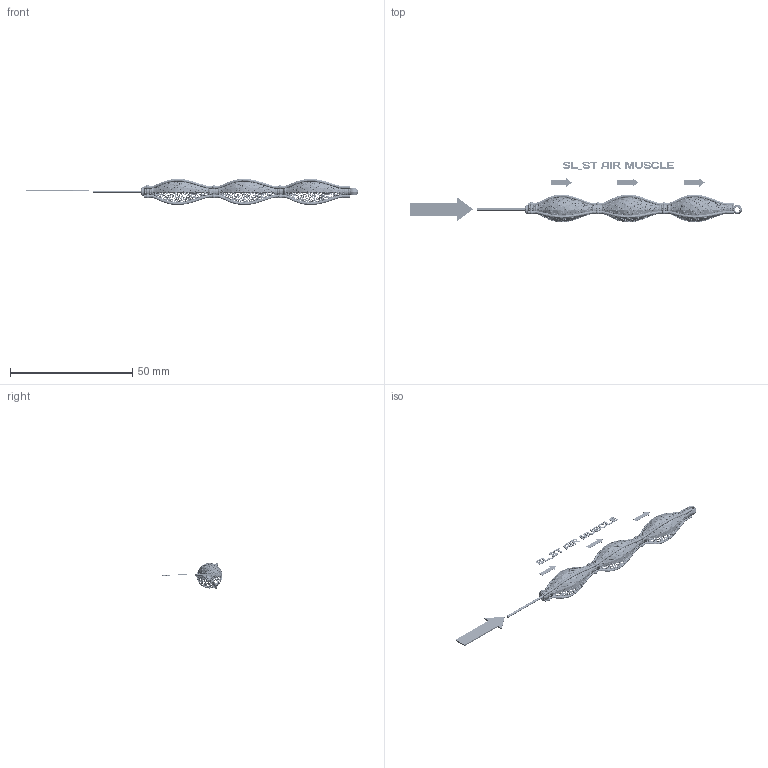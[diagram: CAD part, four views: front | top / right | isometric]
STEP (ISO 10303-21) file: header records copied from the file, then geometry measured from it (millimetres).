
FILE_DESCRIPTION(('FreeCAD Model'),'2;1');
FILE_NAME('Open CASCADE Shape Model','2025-04-29T16:57:39',('FreeCAD'),( 'FreeCAD'),'Open CASCADE STEP processor 7.6','FreeCAD','Unknown');
FILE_SCHEMA(('AUTOMOTIVE_DESIGN { 1 0 10303 214 1 1 1 1 }'));
Products named in the file (1): Open CASCADE STEP translator 7.6 1
Bounding box: 135.97 x 24.88 x 10.71 mm (x, y, z)
Volume: 541.9 mm3; surface area: 8430.1 mm2
Topology: 134 solids, 185 shells, 4059 faces, 9908 edges, 5437 vertices
Faces by surface type: bspline 4059
Entity records: 322919 total; most frequent: CARTESIAN_POINT 269439, ORIENTED_EDGE 18436, EDGE_CURVE 9230, B_SPLINE_CURVE_WITH_KNOTS 5996, VERTEX_POINT 5437, FACE_BOUND 4084, EDGE_LOOP 4084, ADVANCED_FACE 4059
